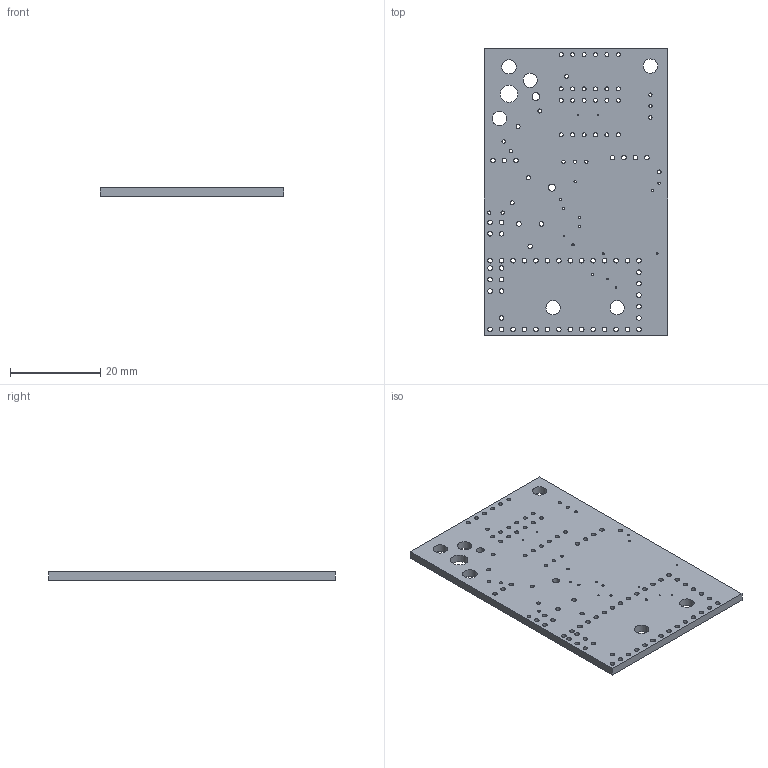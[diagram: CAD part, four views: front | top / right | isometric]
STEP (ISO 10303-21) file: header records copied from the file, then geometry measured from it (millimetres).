
FILE_DESCRIPTION(('FreeCAD Model'),'2;1');
FILE_NAME('Open CASCADE Shape Model','2025-05-16T14:39:38',('Author'),( ''),'Open CASCADE STEP processor 7.8','FreeCAD','Unknown');
FILE_SCHEMA(('AUTOMOTIVE_DESIGN { 1 0 10303 214 1 1 1 1 }'));
Length unit declared in the file: millimetre
Products named in the file (1): Body
Bounding box: 40.64 x 63.5 x 1.78 mm (x, y, z)
Volume: 4352.7 mm3; surface area: 5949.3 mm2
Topology: 1 solids, 1 shells, 125 faces, 369 edges, 246 vertices
Faces by surface type: cylinder 119, plane 6
Full cylindrical faces by diameter (mm): 0.356 x7, 0.505 x7, 0.512 x2, 0.735 x8, 0.743 x2, 0.884 x3, 0.891 x27, 1.01 x5, 1.017 x38, 1.025 x11, 1.552 x1, 1.708 x1, 3.171 x3, 3.179 x3, 3.817 x1
Entity records: 4819 total; most frequent: DIRECTION 859, CARTESIAN_POINT 741, ORIENTED_EDGE 738, EDGE_CURVE 369, AXIS2_PLACEMENT_3D 364, FACE_BOUND 363, EDGE_LOOP 363, VERTEX_POINT 246
